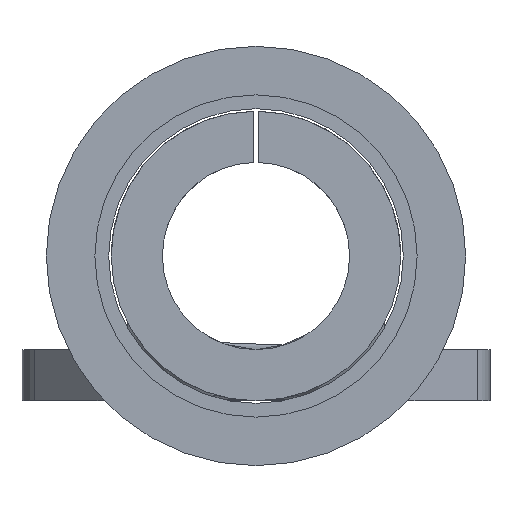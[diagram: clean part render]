
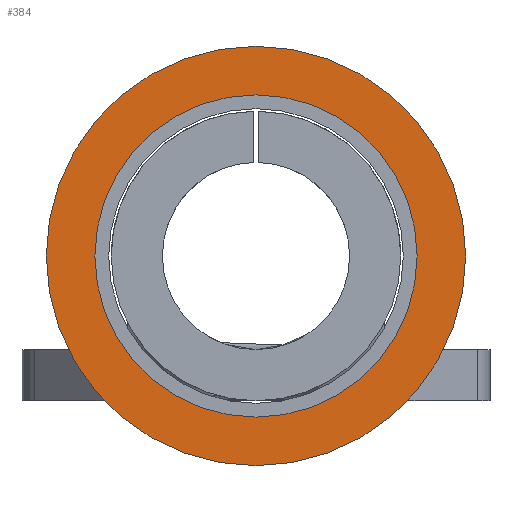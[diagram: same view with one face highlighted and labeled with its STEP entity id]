
A CAD part, front view. The second image highlights one B-rep face of the part: STEP entity #384.
In plain terms, the highlighted planar face has unit normal (0, -1, 0).
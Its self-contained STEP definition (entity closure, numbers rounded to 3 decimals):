
#61 = CARTESIAN_POINT ( 'NONE',  ( -4.1, -21.8, 2.33 ) ) ;
#75 = CARTESIAN_POINT ( 'NONE',  ( -3.15, -21.8, 2.33 ) ) ;
#83 = DIRECTION ( 'NONE',  ( -1., 0., 0. ) ) ;
#131 = AXIS2_PLACEMENT_3D ( 'NONE', #741, #718, #1342 ) ;
#132 = DIRECTION ( 'NONE',  ( -1., 0., 0. ) ) ;
#141 = CIRCLE ( 'NONE', #131, 4.1 ) ;
#169 = DIRECTION ( 'NONE',  ( 0., 1., 0. ) ) ;
#223 = ORIENTED_EDGE ( 'NONE', *, *, #354, .F. ) ;
#266 = EDGE_CURVE ( 'NONE', #1621, #1498, #1100, .T. ) ;
#286 = CARTESIAN_POINT ( 'NONE',  ( -4.1, -21.8, 2.33 ) ) ;
#334 = DIRECTION ( 'NONE',  ( 0., 1., 0. ) ) ;
#354 = EDGE_CURVE ( 'NONE', #1498, #1621, #141, .T. ) ;
#359 = AXIS2_PLACEMENT_3D ( 'NONE', #982, #334, #83 ) ;
#384 = ADVANCED_FACE ( 'NONE', ( #1291, #1214 ), #448, .T. ) ;
#416 = AXIS2_PLACEMENT_3D ( 'NONE', #61, #574, #954 ) ;
#448 = PLANE ( 'NONE',  #416 ) ;
#566 = EDGE_CURVE ( 'NONE', #1167, #1640, #1210, .T. ) ;
#574 = DIRECTION ( 'NONE',  ( 0., -1., 0. ) ) ;
#587 = EDGE_LOOP ( 'NONE', ( #223, #1136 ) ) ;
#666 = AXIS2_PLACEMENT_3D ( 'NONE', #893, #878, #132 ) ;
#718 = DIRECTION ( 'NONE',  ( 0., 1., 0. ) ) ;
#726 = ORIENTED_EDGE ( 'NONE', *, *, #566, .T. ) ;
#741 = CARTESIAN_POINT ( 'NONE',  ( 0., -21.8, 2.33 ) ) ;
#782 = ORIENTED_EDGE ( 'NONE', *, *, #1041, .T. ) ;
#858 = CARTESIAN_POINT ( 'NONE',  ( 4.1, -21.8, 2.33 ) ) ;
#878 = DIRECTION ( 'NONE',  ( 0., 1., 0. ) ) ;
#893 = CARTESIAN_POINT ( 'NONE',  ( 0., -21.8, 2.33 ) ) ;
#954 = DIRECTION ( 'NONE',  ( 1., 0., 0. ) ) ;
#982 = CARTESIAN_POINT ( 'NONE',  ( 0., -21.8, 2.33 ) ) ;
#1040 = CARTESIAN_POINT ( 'NONE',  ( 3.15, -21.8, 2.33 ) ) ;
#1041 = EDGE_CURVE ( 'NONE', #1640, #1167, #1589, .T. ) ;
#1055 = DIRECTION ( 'NONE',  ( -1., 0., 0. ) ) ;
#1100 = CIRCLE ( 'NONE', #359, 4.1 ) ;
#1136 = ORIENTED_EDGE ( 'NONE', *, *, #266, .F. ) ;
#1139 = EDGE_LOOP ( 'NONE', ( #782, #726 ) ) ;
#1167 = VERTEX_POINT ( 'NONE', #1040 ) ;
#1210 = CIRCLE ( 'NONE', #666, 3.15 ) ;
#1214 = FACE_OUTER_BOUND ( 'NONE', #587, .T. ) ;
#1291 = FACE_BOUND ( 'NONE', #1139, .T. ) ;
#1318 = CARTESIAN_POINT ( 'NONE',  ( 0., -21.8, 2.33 ) ) ;
#1342 = DIRECTION ( 'NONE',  ( -1., 0., 0. ) ) ;
#1373 = AXIS2_PLACEMENT_3D ( 'NONE', #1318, #169, #1055 ) ;
#1498 = VERTEX_POINT ( 'NONE', #286 ) ;
#1589 = CIRCLE ( 'NONE', #1373, 3.15 ) ;
#1621 = VERTEX_POINT ( 'NONE', #858 ) ;
#1640 = VERTEX_POINT ( 'NONE', #75 ) ;
